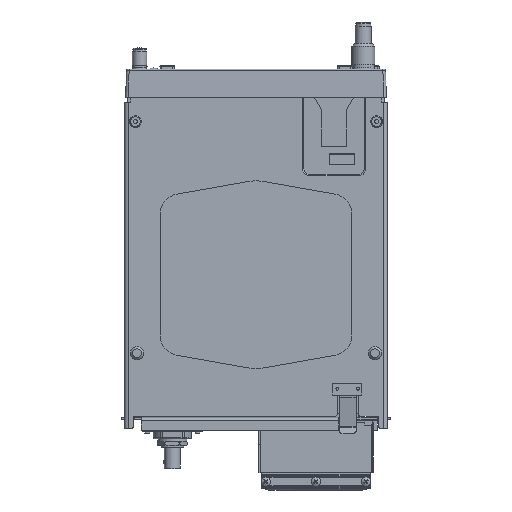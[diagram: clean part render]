
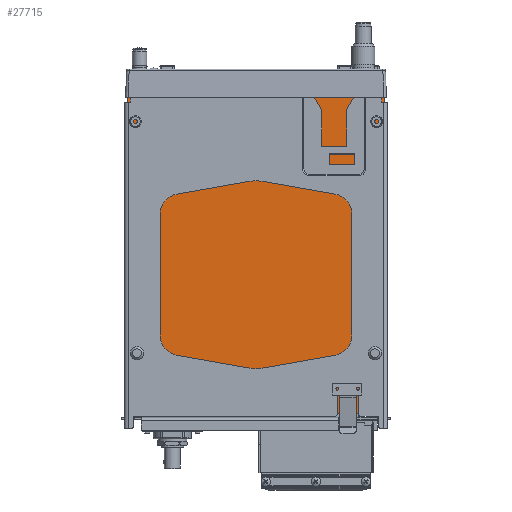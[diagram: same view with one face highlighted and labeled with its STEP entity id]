
A CAD part, front view. The second image highlights one B-rep face of the part: STEP entity #27715.
In plain terms, the highlighted planar face has unit normal (0, -1, 0).
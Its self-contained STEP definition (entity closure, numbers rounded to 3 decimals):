
#379 = CARTESIAN_POINT ( 'NONE',  ( -43.782, 20.85, 89.989 ) ) ;
#561 = VERTEX_POINT ( 'NONE', #4116 ) ;
#784 = CARTESIAN_POINT ( 'NONE',  ( -46.83, 20.85, -101.019 ) ) ;
#1365 = VERTEX_POINT ( 'NONE', #28832 ) ;
#3008 = EDGE_LOOP ( 'NONE', ( #39012, #31333, #34416, #33268, #24530, #39240, #17569, #33605 ) ) ;
#3348 = CARTESIAN_POINT ( 'NONE',  ( -46.83, 20.85, -102.543 ) ) ;
#4044 = VERTEX_POINT ( 'NONE', #4563 ) ;
#4116 = CARTESIAN_POINT ( 'NONE',  ( -200.754, 20.85, -101.019 ) ) ;
#4226 = VECTOR ( 'NONE', #26396, 1000. ) ;
#4563 = CARTESIAN_POINT ( 'NONE',  ( -197.706, 20.85, -101.019 ) ) ;
#5146 = CARTESIAN_POINT ( 'NONE',  ( -43.782, 20.85, -101.019 ) ) ;
#5397 = DIRECTION ( 'NONE',  ( -1., 0., 0. ) ) ;
#6361 = FACE_OUTER_BOUND ( 'NONE', #3008, .T. ) ;
#7262 = CARTESIAN_POINT ( 'NONE',  ( -46.83, 20.85, -102.543 ) ) ;
#12349 = CARTESIAN_POINT ( 'NONE',  ( -43.782, 20.85, -101.019 ) ) ;
#12484 = LINE ( 'NONE', #36335, #34844 ) ;
#12546 = DIRECTION ( 'NONE',  ( -1., 0., 0. ) ) ;
#13838 = CARTESIAN_POINT ( 'NONE',  ( -200.754, 20.85, 259.61 ) ) ;
#17365 = DIRECTION ( 'NONE',  ( -1., 0., 0. ) ) ;
#17450 = DIRECTION ( 'NONE',  ( 0., 0., -1. ) ) ;
#17546 = CARTESIAN_POINT ( 'NONE',  ( -43.782, 20.85, 259.61 ) ) ;
#17569 = ORIENTED_EDGE ( 'NONE', *, *, #20867, .F. ) ;
#17845 = DIRECTION ( 'NONE',  ( 0., 0., -1. ) ) ;
#18149 = VERTEX_POINT ( 'NONE', #33728 ) ;
#20224 = VECTOR ( 'NONE', #32435, 1000. ) ;
#20374 = EDGE_CURVE ( 'NONE', #24813, #18149, #42753, .T. ) ;
#20503 = EDGE_CURVE ( 'NONE', #41539, #24258, #40866, .T. ) ;
#20573 = EDGE_CURVE ( 'NONE', #1365, #41539, #42978, .T. ) ;
#20640 = EDGE_CURVE ( 'NONE', #1365, #4044, #12484, .T. ) ;
#20706 = EDGE_CURVE ( 'NONE', #4044, #561, #33320, .T. ) ;
#20867 = EDGE_CURVE ( 'NONE', #18149, #24258, #36552, .T. ) ;
#20875 = EDGE_CURVE ( 'NONE', #28156, #561, #35352, .T. ) ;
#21016 = EDGE_CURVE ( 'NONE', #24813, #28156, #41759, .T. ) ;
#22983 = CARTESIAN_POINT ( 'NONE',  ( -200.754, 20.85, 89.989 ) ) ;
#24258 = VERTEX_POINT ( 'NONE', #784 ) ;
#24530 = ORIENTED_EDGE ( 'NONE', *, *, #20573, .T. ) ;
#24813 = VERTEX_POINT ( 'NONE', #35291 ) ;
#26396 = DIRECTION ( 'NONE',  ( 0., 0., 1. ) ) ;
#27411 = CARTESIAN_POINT ( 'NONE',  ( -46.83, 20.85, -253.492 ) ) ;
#27715 = ADVANCED_FACE ( 'NONE', ( #6361 ), #29772, .T. ) ;
#28156 = VERTEX_POINT ( 'NONE', #22983 ) ;
#28832 = CARTESIAN_POINT ( 'NONE',  ( -197.706, 20.85, -102.543 ) ) ;
#29623 = DIRECTION ( 'NONE',  ( 0., 0., -1. ) ) ;
#29629 = DIRECTION ( 'NONE',  ( 0., -1., 0. ) ) ;
#29765 = CARTESIAN_POINT ( 'NONE',  ( -43.782, 20.85, 259.61 ) ) ;
#29772 = PLANE ( 'NONE',  #35688 ) ;
#31333 = ORIENTED_EDGE ( 'NONE', *, *, #20875, .T. ) ;
#32435 = DIRECTION ( 'NONE',  ( 1., 0., 0. ) ) ;
#33268 = ORIENTED_EDGE ( 'NONE', *, *, #20640, .F. ) ;
#33320 = LINE ( 'NONE', #12349, #34232 ) ;
#33605 = ORIENTED_EDGE ( 'NONE', *, *, #20374, .F. ) ;
#33728 = CARTESIAN_POINT ( 'NONE',  ( -43.782, 20.85, -101.019 ) ) ;
#34232 = VECTOR ( 'NONE', #12546, 1000. ) ;
#34416 = ORIENTED_EDGE ( 'NONE', *, *, #20706, .F. ) ;
#34506 = VECTOR ( 'NONE', #17845, 1000. ) ;
#34844 = VECTOR ( 'NONE', #37012, 1000. ) ;
#35291 = CARTESIAN_POINT ( 'NONE',  ( -43.782, 20.85, 89.989 ) ) ;
#35352 = LINE ( 'NONE', #13838, #38370 ) ;
#35688 = AXIS2_PLACEMENT_3D ( 'NONE', #29765, #29629, #29623 ) ;
#36101 = VECTOR ( 'NONE', #5397, 1000. ) ;
#36335 = CARTESIAN_POINT ( 'NONE',  ( -197.706, 20.85, -253.492 ) ) ;
#36552 = LINE ( 'NONE', #5146, #36101 ) ;
#37012 = DIRECTION ( 'NONE',  ( 0., 0., 1. ) ) ;
#38370 = VECTOR ( 'NONE', #17450, 1000. ) ;
#39012 = ORIENTED_EDGE ( 'NONE', *, *, #21016, .T. ) ;
#39240 = ORIENTED_EDGE ( 'NONE', *, *, #20503, .T. ) ;
#40737 = VECTOR ( 'NONE', #17365, 1000. ) ;
#40866 = LINE ( 'NONE', #27411, #4226 ) ;
#41539 = VERTEX_POINT ( 'NONE', #7262 ) ;
#41759 = LINE ( 'NONE', #379, #40737 ) ;
#42753 = LINE ( 'NONE', #17546, #34506 ) ;
#42978 = LINE ( 'NONE', #3348, #20224 ) ;
